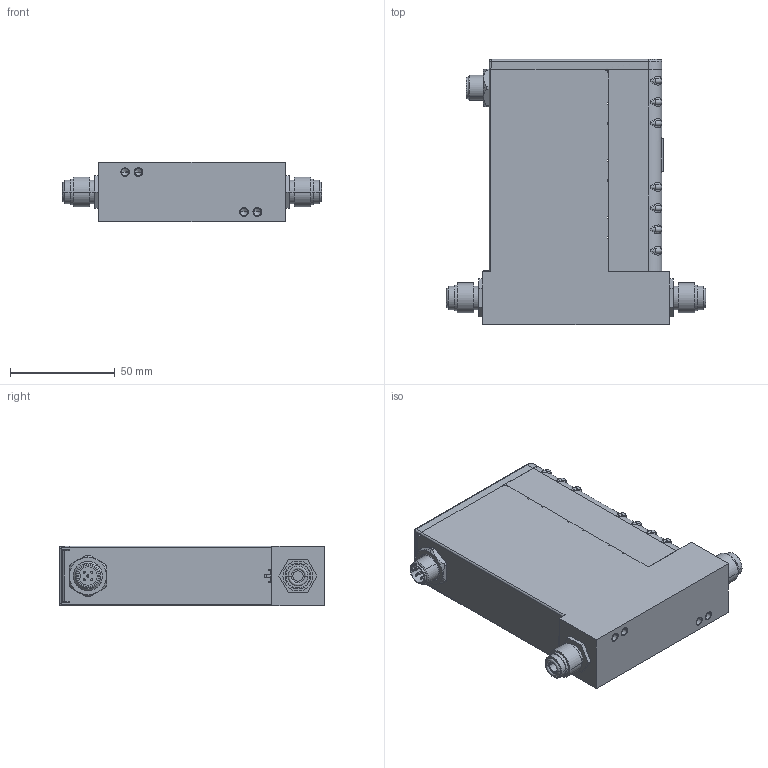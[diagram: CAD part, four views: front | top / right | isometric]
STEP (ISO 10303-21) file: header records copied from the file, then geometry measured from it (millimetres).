
FILE_DESCRIPTION((''),'2;1');
FILE_NAME('PIPC_4VCR_DNET','2007-01-16T',('CockrofM'),('MKS Instruments, Inc.'),'PRO/ENGINEER BY PARAMETRIC TECHNOLOGY CORPORATION, 2005030','PRO/ENGINEER BY PARAMETRIC TECHNOLOGY CORPORATION, 2005030','');
FILE_SCHEMA(('CONFIG_CONTROL_DESIGN'));
Length unit declared in the file: inch
Products named in the file (1): PIPC_4VCR_DNET
Bounding box: 123.95 x 126.75 x 28.57 mm (x, y, z)
Volume: 101534.6 mm3; surface area: 66676.5 mm2
Topology: 3 solids, 12 shells, 874 faces, 2208 edges, 1362 vertices
Faces by surface type: cylinder 376, plane 342, bspline 86, cone 46, torus 20, sphere 4
Entity records: 29542 total; most frequent: CARTESIAN_POINT 9419, ORIENTED_EDGE 4368, DIRECTION 3794, EDGE_CURVE 2192, VERTEX_POINT 1419, AXIS2_PLACEMENT_3D 1305, VECTOR 1184, LINE 1184
